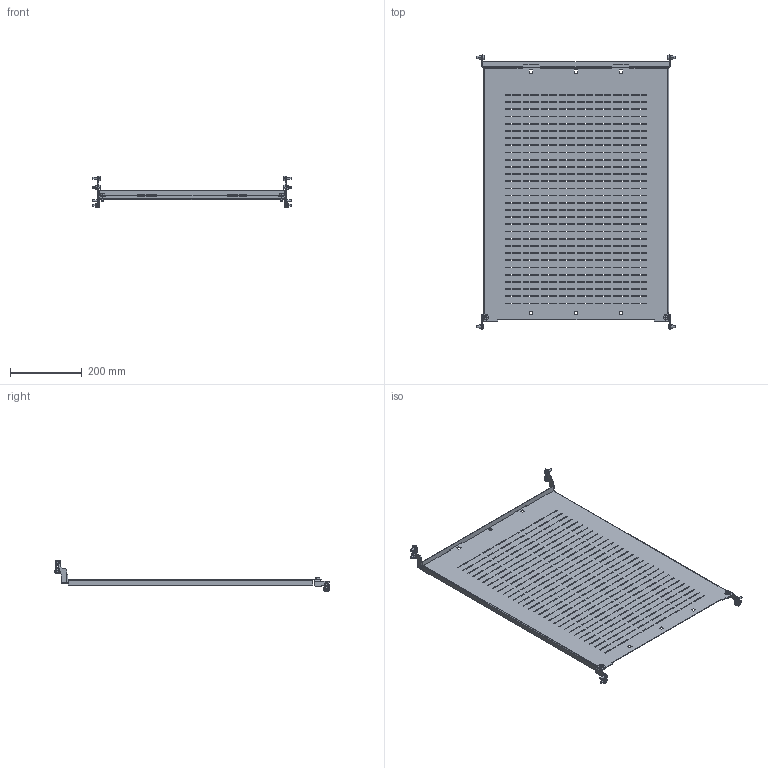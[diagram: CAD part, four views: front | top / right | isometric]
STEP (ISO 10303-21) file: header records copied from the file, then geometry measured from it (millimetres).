
FILE_DESCRIPTION (( 'STEP AP214' ), '1' );
FILE_NAME ('PCH68 Ïàíåëü ãîðèçîíòàëüíàÿ.STEP', '2020-08-04T10:16:50', ( '' ), ( '' ), 'SwSTEP 2.0', 'SolidWorks 2019', '' );
FILE_SCHEMA (( 'AUTOMOTIVE_DESIGN' ));
Length unit declared in the file: millimetre
Products named in the file (9): AVT004.15.00.02 赶鎀鍧_00; AVT004.15.00.03 逄闉_00; AVT005.15.00.01 椻譇燲00; Âèíò ñàìîíàðåçàþùèé Ì6 DIN 7516À_6å16; PCH68 Ïàíåëü ãîðèçîíòàëüíàÿ; Âèíò Ì6 DIN 7985_6å16; AVT004.15.00.02 赶鎀鍧_01; Ãàéêà êëåòåâàÿ Ì6_3À; Ãàéêà çàêëàäíàÿ Ì6 àðò.2106Ñ_00
Assembly tree (20 placements, depth 2):
  PCH68 Ïàíåëü ãîðèçîíòàëüíàÿ
    AVT005.15.00.01 椻譇燲00
    AVT004.15.00.02 赶鎀鍧_00
    AVT004.15.00.03 逄闉_00
    AVT004.15.00.02 赶鎀鍧_01
    Ãàéêà êëåòåâàÿ Ì6_3À  x2
    Âèíò Ì6 DIN 7985_6å16  x6
    Âèíò ñàìîíàðåçàþùèé Ì6 DIN 7516À_6å16  x4
    Ãàéêà çàêëàäíàÿ Ì6 àðò.2106Ñ_00  x4
Bounding box: 553 x 766.39 x 87.92 mm (x, y, z)
Volume: 601770.3 mm3; surface area: 823173.8 mm2
Topology: 24 solids, 24 shells, 1968 faces, 5286 edges, 3376 vertices
Faces by surface type: plane 1698, cylinder 234, sphere 20, cone 12, bspline 4
Entity records: 45797 total; most frequent: CARTESIAN_POINT 8231, ORIENTED_EDGE 7880, DIRECTION 6900, EDGE_CURVE 3940, LINE 3706, VECTOR 3706, VERTEX_POINT 2574, EDGE_LOOP 1918
